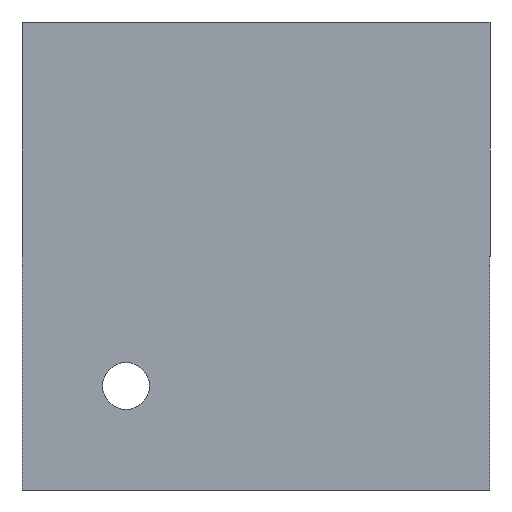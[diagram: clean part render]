
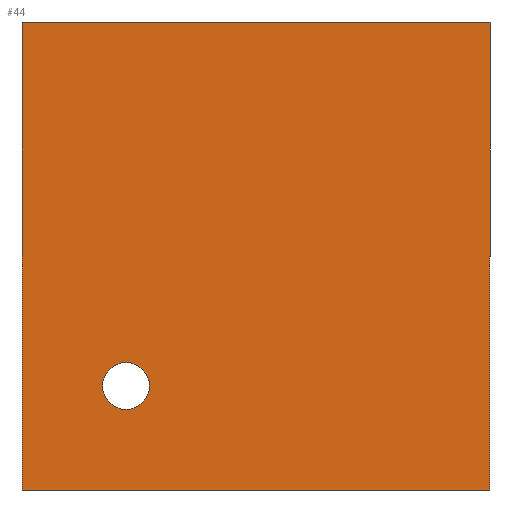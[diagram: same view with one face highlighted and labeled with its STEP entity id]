
A CAD part, front view. The second image highlights one B-rep face of the part: STEP entity #44.
In plain terms, the highlighted planar face has unit normal (0, -1, 0).
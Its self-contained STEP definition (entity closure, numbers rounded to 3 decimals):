
#32 = LINE ( 'NONE', #296, #523 ) ;
#44 = ADVANCED_FACE ( 'NONE', ( #63, #51 ), #907, .F. ) ;
#51 = FACE_OUTER_BOUND ( 'NONE', #709, .T. ) ;
#59 = VERTEX_POINT ( 'NONE', #426 ) ;
#63 = FACE_BOUND ( 'NONE', #325, .T. ) ;
#81 = ORIENTED_EDGE ( 'NONE', *, *, #642, .F. ) ;
#114 = ORIENTED_EDGE ( 'NONE', *, *, #652, .F. ) ;
#142 = CARTESIAN_POINT ( 'NONE',  ( 450., 0., 450. ) ) ;
#143 = EDGE_CURVE ( 'NONE', #732, #59, #970, .T. ) ;
#171 = AXIS2_PLACEMENT_3D ( 'NONE', #690, #803, #224 ) ;
#184 = CARTESIAN_POINT ( 'NONE',  ( -250., 0., -295. ) ) ;
#192 = CARTESIAN_POINT ( 'NONE',  ( -450., 0., -450. ) ) ;
#224 = DIRECTION ( 'NONE',  ( 0., 0., 1. ) ) ;
#247 = AXIS2_PLACEMENT_3D ( 'NONE', #361, #271, #542 ) ;
#248 = VERTEX_POINT ( 'NONE', #891 ) ;
#271 = DIRECTION ( 'NONE',  ( 0., 1., 0. ) ) ;
#274 = VECTOR ( 'NONE', #291, 1000. ) ;
#291 = DIRECTION ( 'NONE',  ( 0., 0., 1. ) ) ;
#293 = CARTESIAN_POINT ( 'NONE',  ( -450., 0., 450. ) ) ;
#296 = CARTESIAN_POINT ( 'NONE',  ( -450., 0., -450. ) ) ;
#317 = LINE ( 'NONE', #293, #879 ) ;
#325 = EDGE_LOOP ( 'NONE', ( #912, #577 ) ) ;
#347 = DIRECTION ( 'NONE',  ( -1., 0., 0. ) ) ;
#361 = CARTESIAN_POINT ( 'NONE',  ( -250., 0., -250. ) ) ;
#387 = DIRECTION ( 'NONE',  ( 1., 0., 0. ) ) ;
#425 = VERTEX_POINT ( 'NONE', #184 ) ;
#426 = CARTESIAN_POINT ( 'NONE',  ( 450., 0., -450. ) ) ;
#445 = DIRECTION ( 'NONE',  ( 0., 0., -1. ) ) ;
#448 = CARTESIAN_POINT ( 'NONE',  ( -450., 0., -450. ) ) ;
#519 = AXIS2_PLACEMENT_3D ( 'NONE', #759, #972, #848 ) ;
#523 = VECTOR ( 'NONE', #347, 1000. ) ;
#542 = DIRECTION ( 'NONE',  ( 0., 0., 1. ) ) ;
#547 = ORIENTED_EDGE ( 'NONE', *, *, #143, .F. ) ;
#558 = CARTESIAN_POINT ( 'NONE',  ( 450., 0., -450. ) ) ;
#577 = ORIENTED_EDGE ( 'NONE', *, *, #657, .T. ) ;
#590 = CIRCLE ( 'NONE', #247, 45. ) ;
#621 = VECTOR ( 'NONE', #445, 1000. ) ;
#642 = EDGE_CURVE ( 'NONE', #248, #732, #317, .T. ) ;
#652 = EDGE_CURVE ( 'NONE', #816, #248, #914, .T. ) ;
#657 = EDGE_CURVE ( 'NONE', #425, #721, #590, .T. ) ;
#690 = CARTESIAN_POINT ( 'NONE',  ( -250., 0., -250. ) ) ;
#709 = EDGE_LOOP ( 'NONE', ( #114, #849, #547, #81 ) ) ;
#721 = VERTEX_POINT ( 'NONE', #742 ) ;
#732 = VERTEX_POINT ( 'NONE', #142 ) ;
#742 = CARTESIAN_POINT ( 'NONE',  ( -250., 0., -205. ) ) ;
#759 = CARTESIAN_POINT ( 'NONE',  ( -450., 0., 450. ) ) ;
#779 = EDGE_CURVE ( 'NONE', #721, #425, #892, .T. ) ;
#803 = DIRECTION ( 'NONE',  ( 0., 1., 0. ) ) ;
#816 = VERTEX_POINT ( 'NONE', #192 ) ;
#848 = DIRECTION ( 'NONE',  ( 0., 0., 1. ) ) ;
#849 = ORIENTED_EDGE ( 'NONE', *, *, #943, .F. ) ;
#879 = VECTOR ( 'NONE', #387, 1000. ) ;
#891 = CARTESIAN_POINT ( 'NONE',  ( -450., 0., 450. ) ) ;
#892 = CIRCLE ( 'NONE', #171, 45. ) ;
#907 = PLANE ( 'NONE',  #519 ) ;
#912 = ORIENTED_EDGE ( 'NONE', *, *, #779, .T. ) ;
#914 = LINE ( 'NONE', #448, #274 ) ;
#943 = EDGE_CURVE ( 'NONE', #59, #816, #32, .T. ) ;
#970 = LINE ( 'NONE', #558, #621 ) ;
#972 = DIRECTION ( 'NONE',  ( 0., 1., 0. ) ) ;
